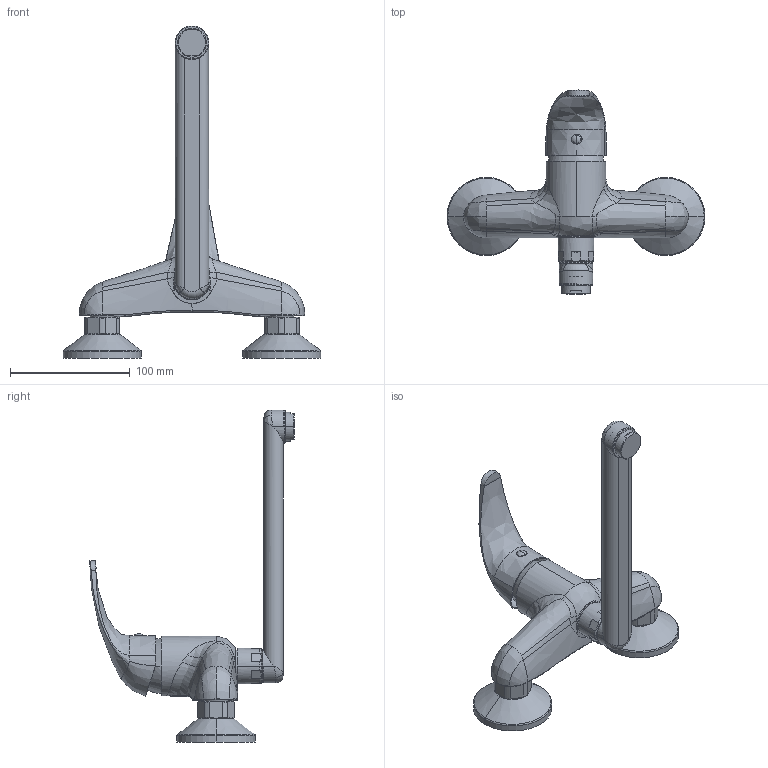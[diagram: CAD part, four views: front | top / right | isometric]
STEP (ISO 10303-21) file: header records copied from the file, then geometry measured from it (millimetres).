
FILE_DESCRIPTION((''),'2;1');
FILE_NAME('ND161CR','2021-11-10T10:02:14',('ut3'),('PAFFONI SpA'),'CREO PARAMETRIC BY PTC INC, 2020044','CREO PARAMETRIC BY PTC INC, 2020044','');
FILE_SCHEMA(('CONFIG_CONTROL_DESIGN','SHAPE_APPEARANCE_LAYERS_GROUPS'));
Length unit declared in the file: millimetre
Products named in the file (1): ND161CR
Bounding box: 215.5 x 170.7 x 277.5 mm (x, y, z)
Volume: 469253.8 mm3; surface area: 103430.6 mm2
Topology: 2 solids, 2 shells, 329 faces, 814 edges, 510 vertices
Faces by surface type: plane 92, bspline 80, cylinder 78, cone 56, torus 21, sphere 2
Entity records: 20100 total; most frequent: CARTESIAN_POINT 10598, ORIENTED_EDGE 1616, DIRECTION 1320, EDGE_CURVE 808, AXIS2_PLACEMENT_3D 561, VERTEX_POINT 510, EDGE_LOOP 356, FACE_OUTER_BOUND 329
